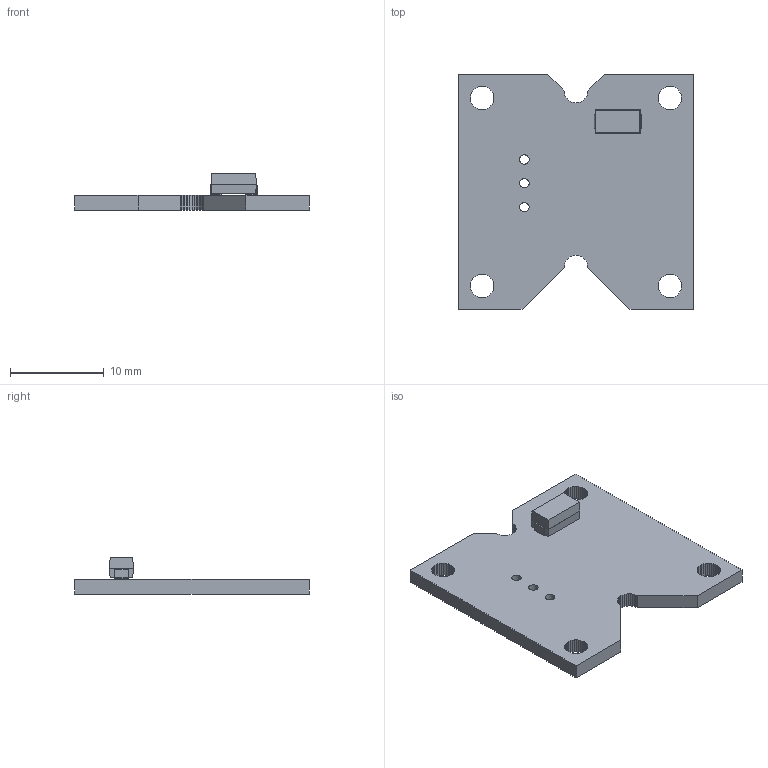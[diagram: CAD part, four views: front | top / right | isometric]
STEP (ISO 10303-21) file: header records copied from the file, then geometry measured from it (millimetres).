
FILE_DESCRIPTION(('KiCad electronic assembly'),'2;1');
FILE_NAME('encoder_go_v1_rev1.step','2023-08-22T16:08:10',('Pcbnew'),( 'Kicad'),'Open CASCADE STEP processor 7.6','KiCad to STEP converter' ,'Unknown');
FILE_SCHEMA(('AUTOMOTIVE_DESIGN { 1 0 10303 214 1 1 1 1 }'));
Length unit declared in the file: millimetre
Products named in the file (4): encoder_go_v1_rev1 1; SMAJ6.0CAe3_TR13; COMPOUND; encoder_go_v1_rev1 PCB
Assembly tree (3 placements, depth 3):
  encoder_go_v1_rev1 1
    SMAJ6.0CAe3_TR13
      COMPOUND
    encoder_go_v1_rev1 PCB
Bounding box: 25 x 25 x 3.88 mm (x, y, z)
Volume: 909.8 mm3; surface area: 1427.4 mm2
Topology: 4 solids, 4 shells, 229 faces, 655 edges, 434 vertices
Faces by surface type: plane 222, cylinder 7
Full cylindrical faces by diameter (mm): 1 x3
Entity records: 15999 total; most frequent: CARTESIAN_POINT 2692, DIRECTION 2435, LINE 1937, VECTOR 1937, ORIENTED_EDGE 1310, PCURVE 1310, DEFINITIONAL_REPRESENTATION 1310, EDGE_CURVE 655
